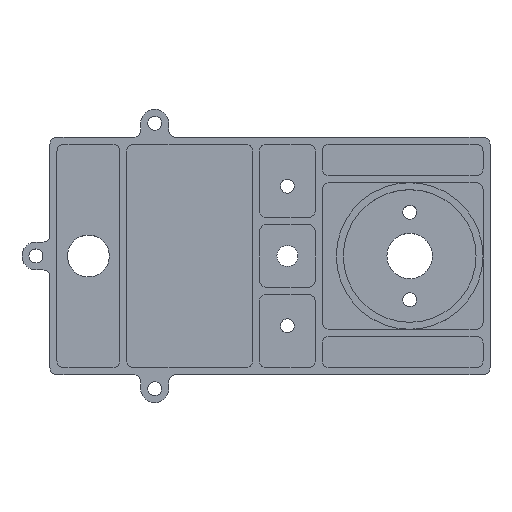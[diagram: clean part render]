
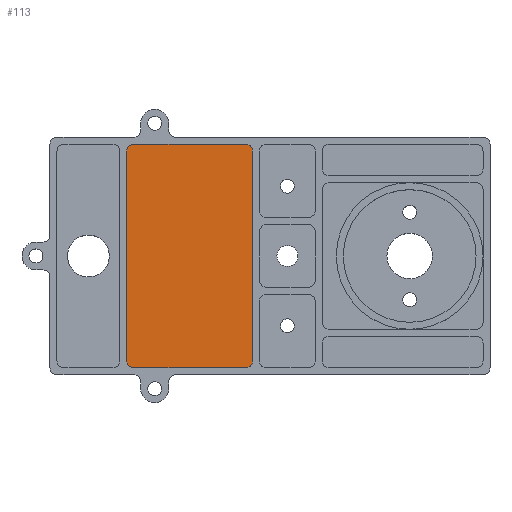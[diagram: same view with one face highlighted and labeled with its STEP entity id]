
A CAD part, top view. The second image highlights one B-rep face of the part: STEP entity #113.
In plain terms, the highlighted planar face has unit normal (0, 0, 1).
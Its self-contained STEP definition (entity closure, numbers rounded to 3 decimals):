
#113=ADVANCED_FACE('',(#695),#697,.T.);
#695=FACE_BOUND('',#696,.T.);
#696=EDGE_LOOP('',(#1442,#1443,#1444,#1445,#1446,#1447,#1448,#1449));
#697=PLANE('',#698);
#698=AXIS2_PLACEMENT_3D('',#699,#700,#701);
#699=CARTESIAN_POINT('',(0.,0.,3.));
#700=DIRECTION('',(0.,0.,1.));
#701=DIRECTION('',(-1.,0.,0.));
#1442=ORIENTED_EDGE('',*,*,#1936,.F.);
#1443=ORIENTED_EDGE('',*,*,#1840,.F.);
#1444=ORIENTED_EDGE('',*,*,#1937,.F.);
#1445=ORIENTED_EDGE('',*,*,#1837,.F.);
#1446=ORIENTED_EDGE('',*,*,#1938,.F.);
#1447=ORIENTED_EDGE('',*,*,#1834,.F.);
#1448=ORIENTED_EDGE('',*,*,#1939,.F.);
#1449=ORIENTED_EDGE('',*,*,#1842,.F.);
#1834=EDGE_CURVE('',#2278,#2276,#2280,.T.);
#1837=EDGE_CURVE('',#2283,#2281,#2285,.T.);
#1840=EDGE_CURVE('',#2288,#2286,#2290,.T.);
#1842=EDGE_CURVE('',#2291,#2293,#2294,.T.);
#1936=EDGE_CURVE('',#2286,#2291,#2440,.F.);
#1937=EDGE_CURVE('',#2281,#2288,#2441,.F.);
#1938=EDGE_CURVE('',#2276,#2283,#2442,.F.);
#1939=EDGE_CURVE('',#2293,#2278,#2443,.F.);
#2276=VERTEX_POINT('',#3209);
#2278=VERTEX_POINT('',#3213);
#2280=LINE('',#3217,#3218);
#2281=VERTEX_POINT('',#3220);
#2283=VERTEX_POINT('',#3224);
#2285=LINE('',#3228,#3229);
#2286=VERTEX_POINT('',#3231);
#2288=VERTEX_POINT('',#3235);
#2290=LINE('',#3239,#3240);
#2291=VERTEX_POINT('',#3242);
#2293=VERTEX_POINT('',#3246);
#2294=LINE('',#3247,#3248);
#2440=CIRCLE('',#3598,2.);
#2441=CIRCLE('',#3602,2.);
#2442=CIRCLE('',#3606,2.);
#2443=CIRCLE('',#3610,2.);
#3209=CARTESIAN_POINT('',(-10.,-30.,3.));
#3213=CARTESIAN_POINT('',(-10.,30.,3.));
#3217=CARTESIAN_POINT('',(-10.,30.,3.));
#3218=VECTOR('',#3219,1.);
#3219=DIRECTION('',(0.,-1.,0.));
#3220=CARTESIAN_POINT('',(-44.,-32.,3.));
#3224=CARTESIAN_POINT('',(-12.,-32.,3.));
#3228=CARTESIAN_POINT('',(-12.,-32.,3.));
#3229=VECTOR('',#3230,1.);
#3230=DIRECTION('',(-1.,0.,0.));
#3231=CARTESIAN_POINT('',(-46.,30.,3.));
#3235=CARTESIAN_POINT('',(-46.,-30.,3.));
#3239=CARTESIAN_POINT('',(-46.,-30.,3.));
#3240=VECTOR('',#3241,1.);
#3241=DIRECTION('',(0.,1.,0.));
#3242=CARTESIAN_POINT('',(-44.,32.,3.));
#3246=CARTESIAN_POINT('',(-12.,32.,3.));
#3247=CARTESIAN_POINT('',(-44.,32.,3.));
#3248=VECTOR('',#3249,1.);
#3249=DIRECTION('',(1.,0.,0.));
#3598=AXIS2_PLACEMENT_3D('',#3599,#3600,#3601);
#3599=CARTESIAN_POINT('',(-44.,30.,3.));
#3600=DIRECTION('',(0.,0.,1.));
#3601=DIRECTION('',(0.,1.,0.));
#3602=AXIS2_PLACEMENT_3D('',#3603,#3604,#3605);
#3603=CARTESIAN_POINT('',(-44.,-30.,3.));
#3604=DIRECTION('',(0.,0.,1.));
#3605=DIRECTION('',(-1.,0.,0.));
#3606=AXIS2_PLACEMENT_3D('',#3607,#3608,#3609);
#3607=CARTESIAN_POINT('',(-12.,-30.,3.));
#3608=DIRECTION('',(0.,0.,1.));
#3609=DIRECTION('',(0.,-1.,0.));
#3610=AXIS2_PLACEMENT_3D('',#3611,#3612,#3613);
#3611=CARTESIAN_POINT('',(-12.,30.,3.));
#3612=DIRECTION('',(0.,0.,1.));
#3613=DIRECTION('',(1.,0.,0.));
